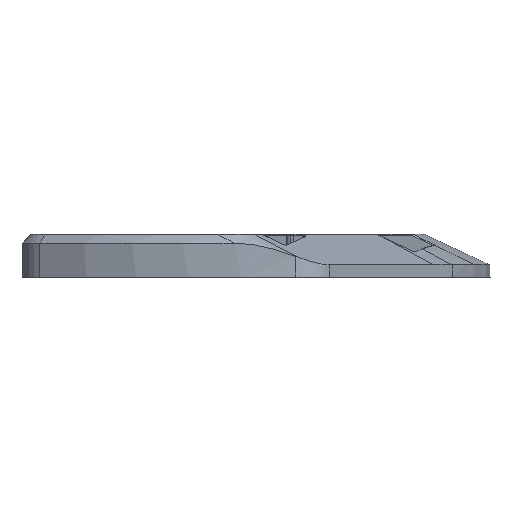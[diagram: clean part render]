
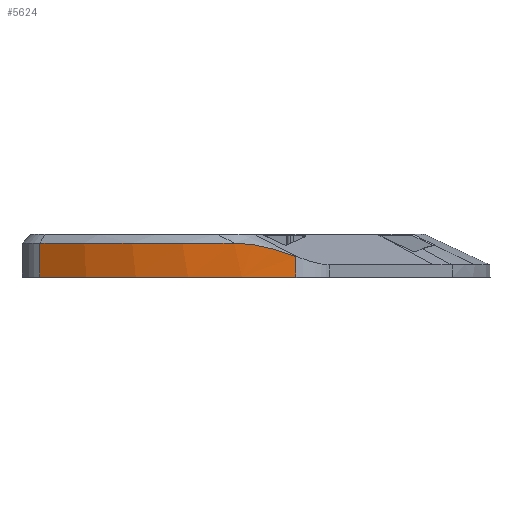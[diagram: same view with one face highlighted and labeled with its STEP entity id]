
A CAD part, left-side view. The second image highlights one B-rep face of the part: STEP entity #5624.
In plain terms, the highlighted cylindrical face has radius 86.641 mm (diameter 173.282 mm), a partial arc.
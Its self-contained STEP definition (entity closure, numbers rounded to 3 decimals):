
#132=B_SPLINE_CURVE_WITH_KNOTS('',3,(#7990,#7991,#7992,#7993,#7994,#7995,
#7996,#7997,#7998,#7999,#8000,#8001,#8002,#8003,#8004,#8005,#8006,#8007,
#8008,#8009,#8010,#8011,#8012,#8013,#8014,#8015,#8016,#8017,#8018,#8019,
#8020,#8021,#8022,#8023,#8024,#8025,#8026,#8027,#8028,#8029,#8030,#8031,
#8032),.UNSPECIFIED.,.F.,.F.,(4,3,3,3,3,3,3,3,3,3,3,3,3,3,4),(0.,0.092,
0.186,0.282,0.379,0.476,
0.571,0.6,0.691,0.781,
0.873,0.969,1.068,1.169,1.205),
 .UNSPECIFIED.);
#477=FACE_OUTER_BOUND('',#810,.T.);
#810=EDGE_LOOP('',(#3851,#3852,#3853,#3854,#3855));
#1159=LINE('',#7984,#1655);
#1160=LINE('',#7988,#1656);
#1655=VECTOR('',#6546,10.);
#1656=VECTOR('',#6551,10.);
#2127=CIRCLE('',#5954,86.641);
#2145=CIRCLE('',#5991,86.641);
#2327=VERTEX_POINT('',#7856);
#2330=VERTEX_POINT('',#7861);
#2366=VERTEX_POINT('',#7983);
#2367=VERTEX_POINT('',#7987);
#2368=VERTEX_POINT('',#7989);
#2886=EDGE_CURVE('',#2330,#2327,#2127,.T.);
#2938=EDGE_CURVE('',#2327,#2366,#1159,.T.);
#2940=EDGE_CURVE('',#2367,#2330,#1160,.T.);
#2941=EDGE_CURVE('',#2368,#2367,#132,.T.);
#2942=EDGE_CURVE('',#2366,#2368,#2145,.T.);
#3851=ORIENTED_EDGE('',*,*,#2886,.F.);
#3852=ORIENTED_EDGE('',*,*,#2940,.F.);
#3853=ORIENTED_EDGE('',*,*,#2941,.F.);
#3854=ORIENTED_EDGE('',*,*,#2942,.F.);
#3855=ORIENTED_EDGE('',*,*,#2938,.F.);
#5516=CYLINDRICAL_SURFACE('',#5990,86.641);
#5624=ADVANCED_FACE('',(#477),#5516,.T.);
#5954=AXIS2_PLACEMENT_3D('',#7863,#6448,#6449);
#5990=AXIS2_PLACEMENT_3D('',#7986,#6549,#6550);
#5991=AXIS2_PLACEMENT_3D('',#8033,#6552,#6553);
#6448=DIRECTION('center_axis',(0.,0.,-1.));
#6449=DIRECTION('ref_axis',(-0.762,0.648,0.));
#6546=DIRECTION('',(0.,0.,1.));
#6549=DIRECTION('center_axis',(0.,0.,-1.));
#6550=DIRECTION('ref_axis',(-0.762,0.648,0.));
#6551=DIRECTION('',(0.,0.,-1.));
#6552=DIRECTION('center_axis',(0.,0.,1.));
#6553=DIRECTION('ref_axis',(-0.762,0.648,0.));
#7856=CARTESIAN_POINT('',(58.805,-48.474,0.1));
#7861=CARTESIAN_POINT('',(42.884,-107.279,0.1));
#7863=CARTESIAN_POINT('Origin',(129.135,-99.073,0.1));
#7983=CARTESIAN_POINT('',(58.805,-48.474,7.9));
#7984=CARTESIAN_POINT('',(58.805,-48.474,4.4));
#7986=CARTESIAN_POINT('Origin',(129.135,-99.073,4.4));
#7987=CARTESIAN_POINT('',(42.884,-107.279,4.861));
#7988=CARTESIAN_POINT('',(42.884,-107.279,4.4));
#7989=CARTESIAN_POINT('',(42.702,-93.086,7.9));
#7990=CARTESIAN_POINT('Ctrl Pts',(42.701,-93.086,7.9));
#7991=CARTESIAN_POINT('Ctrl Pts',(42.68,-93.393,7.9));
#7992=CARTESIAN_POINT('Ctrl Pts',(42.66,-93.706,7.894));
#7993=CARTESIAN_POINT('Ctrl Pts',(42.642,-94.025,7.881));
#7994=CARTESIAN_POINT('Ctrl Pts',(42.623,-94.352,7.868));
#7995=CARTESIAN_POINT('Ctrl Pts',(42.606,-94.685,7.849));
#7996=CARTESIAN_POINT('Ctrl Pts',(42.59,-95.025,7.823));
#7997=CARTESIAN_POINT('Ctrl Pts',(42.574,-95.371,7.796));
#7998=CARTESIAN_POINT('Ctrl Pts',(42.56,-95.723,7.763));
#7999=CARTESIAN_POINT('Ctrl Pts',(42.548,-96.081,7.723));
#8000=CARTESIAN_POINT('Ctrl Pts',(42.535,-96.443,7.683));
#8001=CARTESIAN_POINT('Ctrl Pts',(42.525,-96.812,7.635));
#8002=CARTESIAN_POINT('Ctrl Pts',(42.517,-97.188,7.581));
#8003=CARTESIAN_POINT('Ctrl Pts',(42.508,-97.561,7.526));
#8004=CARTESIAN_POINT('Ctrl Pts',(42.502,-97.941,7.465));
#8005=CARTESIAN_POINT('Ctrl Pts',(42.499,-98.328,7.397));
#8006=CARTESIAN_POINT('Ctrl Pts',(42.495,-98.707,7.33));
#8007=CARTESIAN_POINT('Ctrl Pts',(42.494,-99.093,7.256));
#8008=CARTESIAN_POINT('Ctrl Pts',(42.496,-99.484,7.175));
#8009=CARTESIAN_POINT('Ctrl Pts',(42.497,-99.606,7.15));
#8010=CARTESIAN_POINT('Ctrl Pts',(42.497,-99.729,7.124));
#8011=CARTESIAN_POINT('Ctrl Pts',(42.498,-99.852,7.097));
#8012=CARTESIAN_POINT('Ctrl Pts',(42.501,-100.231,7.015));
#8013=CARTESIAN_POINT('Ctrl Pts',(42.507,-100.609,6.928));
#8014=CARTESIAN_POINT('Ctrl Pts',(42.516,-100.987,6.836));
#8015=CARTESIAN_POINT('Ctrl Pts',(42.524,-101.359,6.745));
#8016=CARTESIAN_POINT('Ctrl Pts',(42.535,-101.731,6.649));
#8017=CARTESIAN_POINT('Ctrl Pts',(42.548,-102.102,6.549));
#8018=CARTESIAN_POINT('Ctrl Pts',(42.561,-102.483,6.446));
#8019=CARTESIAN_POINT('Ctrl Pts',(42.577,-102.863,6.338));
#8020=CARTESIAN_POINT('Ctrl Pts',(42.595,-103.243,6.226));
#8021=CARTESIAN_POINT('Ctrl Pts',(42.614,-103.637,6.11));
#8022=CARTESIAN_POINT('Ctrl Pts',(42.636,-104.031,5.988));
#8023=CARTESIAN_POINT('Ctrl Pts',(42.66,-104.423,5.863));
#8024=CARTESIAN_POINT('Ctrl Pts',(42.685,-104.823,5.734));
#8025=CARTESIAN_POINT('Ctrl Pts',(42.712,-105.222,5.601));
#8026=CARTESIAN_POINT('Ctrl Pts',(42.742,-105.619,5.464));
#8027=CARTESIAN_POINT('Ctrl Pts',(42.773,-106.027,5.322));
#8028=CARTESIAN_POINT('Ctrl Pts',(42.807,-106.433,5.177));
#8029=CARTESIAN_POINT('Ctrl Pts',(42.843,-106.837,5.027));
#8030=CARTESIAN_POINT('Ctrl Pts',(42.856,-106.985,4.972));
#8031=CARTESIAN_POINT('Ctrl Pts',(42.87,-107.132,4.917));
#8032=CARTESIAN_POINT('Ctrl Pts',(42.884,-107.279,4.861));
#8033=CARTESIAN_POINT('Origin',(129.135,-99.073,7.9));
